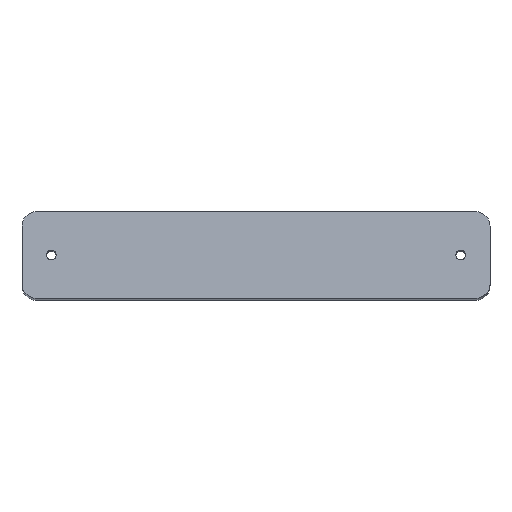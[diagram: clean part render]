
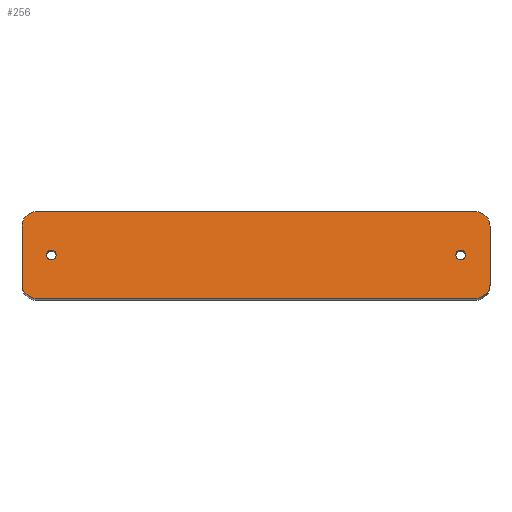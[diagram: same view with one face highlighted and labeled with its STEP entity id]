
A CAD part, top view. The second image highlights one B-rep face of the part: STEP entity #256.
In plain terms, the highlighted planar face has unit normal (0, 0.131, 0.991).
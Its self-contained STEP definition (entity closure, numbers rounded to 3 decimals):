
#17=FACE_BOUND('',#61,.T.);
#18=FACE_BOUND('',#62,.T.);
#24=PLANE('',#298);
#44=FACE_OUTER_BOUND('',#60,.T.);
#60=EDGE_LOOP('',(#231,#232,#233,#234,#235,#236,#237,#238));
#61=EDGE_LOOP('',(#239));
#62=EDGE_LOOP('',(#240));
#67=LINE('',#401,#87);
#72=LINE('',#415,#92);
#76=LINE('',#427,#96);
#80=LINE('',#439,#100);
#87=VECTOR('',#327,10.);
#92=VECTOR('',#340,10.);
#96=VECTOR('',#352,10.);
#100=VECTOR('',#364,10.);
#105=CIRCLE('',#275,1.666);
#108=CIRCLE('',#280,1.666);
#109=CIRCLE('',#283,4.9);
#111=CIRCLE('',#287,4.9);
#113=CIRCLE('',#291,4.9);
#115=CIRCLE('',#295,4.9);
#119=VERTEX_POINT('',#385);
#122=VERTEX_POINT('',#395);
#123=VERTEX_POINT('',#399);
#124=VERTEX_POINT('',#400);
#127=VERTEX_POINT('',#408);
#129=VERTEX_POINT('',#414);
#131=VERTEX_POINT('',#420);
#133=VERTEX_POINT('',#426);
#135=VERTEX_POINT('',#432);
#137=VERTEX_POINT('',#438);
#143=EDGE_CURVE('',#119,#119,#105,.T.);
#148=EDGE_CURVE('',#122,#122,#108,.T.);
#149=EDGE_CURVE('',#123,#124,#67,.T.);
#153=EDGE_CURVE('',#127,#123,#109,.T.);
#156=EDGE_CURVE('',#129,#127,#72,.T.);
#159=EDGE_CURVE('',#131,#129,#111,.T.);
#162=EDGE_CURVE('',#133,#131,#76,.T.);
#165=EDGE_CURVE('',#135,#133,#113,.T.);
#168=EDGE_CURVE('',#137,#135,#80,.T.);
#171=EDGE_CURVE('',#124,#137,#115,.T.);
#231=ORIENTED_EDGE('',*,*,#171,.F.);
#232=ORIENTED_EDGE('',*,*,#149,.F.);
#233=ORIENTED_EDGE('',*,*,#153,.F.);
#234=ORIENTED_EDGE('',*,*,#156,.F.);
#235=ORIENTED_EDGE('',*,*,#159,.F.);
#236=ORIENTED_EDGE('',*,*,#162,.F.);
#237=ORIENTED_EDGE('',*,*,#165,.F.);
#238=ORIENTED_EDGE('',*,*,#168,.F.);
#239=ORIENTED_EDGE('',*,*,#143,.T.);
#240=ORIENTED_EDGE('',*,*,#148,.T.);
#256=ADVANCED_FACE('',(#44,#17,#18),#24,.F.);
#275=AXIS2_PLACEMENT_3D('',#387,#311,#312);
#280=AXIS2_PLACEMENT_3D('',#397,#323,#324);
#283=AXIS2_PLACEMENT_3D('',#409,#333,#334);
#287=AXIS2_PLACEMENT_3D('',#421,#345,#346);
#291=AXIS2_PLACEMENT_3D('',#433,#357,#358);
#295=AXIS2_PLACEMENT_3D('',#444,#369,#370);
#298=AXIS2_PLACEMENT_3D('',#447,#375,#376);
#311=DIRECTION('center_axis',(0.,-0.131,-0.991));
#312=DIRECTION('ref_axis',(-1.,0.,0.));
#323=DIRECTION('center_axis',(0.,-0.131,-0.991));
#324=DIRECTION('ref_axis',(-1.,0.,0.));
#327=DIRECTION('',(-1.,0.,0.));
#333=DIRECTION('center_axis',(0.,-0.131,-0.991));
#334=DIRECTION('ref_axis',(1.,0.,0.));
#340=DIRECTION('',(0.,-0.991,0.131));
#345=DIRECTION('center_axis',(0.,-0.131,-0.991));
#346=DIRECTION('ref_axis',(0.,0.991,-0.131));
#352=DIRECTION('',(1.,0.,0.));
#357=DIRECTION('center_axis',(0.,-0.131,-0.991));
#358=DIRECTION('ref_axis',(-1.,0.,0.));
#364=DIRECTION('',(0.,0.991,-0.131));
#369=DIRECTION('center_axis',(0.,-0.131,-0.991));
#370=DIRECTION('ref_axis',(0.,-0.991,0.131));
#375=DIRECTION('center_axis',(0.,-0.131,-0.991));
#376=DIRECTION('ref_axis',(1.,0.,0.));
#385=CARTESIAN_POINT('',(71.538,13.941,-11.143));
#387=CARTESIAN_POINT('Origin',(69.872,13.941,-11.143));
#395=CARTESIAN_POINT('',(-68.262,13.941,-11.143));
#397=CARTESIAN_POINT('Origin',(-69.928,13.941,-11.143));
#399=CARTESIAN_POINT('',(74.972,-0.831,-9.198));
#400=CARTESIAN_POINT('',(-75.028,-0.831,-9.198));
#401=CARTESIAN_POINT('',(74.972,-0.831,-9.198));
#408=CARTESIAN_POINT('',(79.872,4.027,-9.837));
#409=CARTESIAN_POINT('Origin',(74.972,4.027,-9.837));
#414=CARTESIAN_POINT('',(79.872,23.856,-12.448));
#415=CARTESIAN_POINT('',(79.872,23.856,-12.448));
#420=CARTESIAN_POINT('',(74.972,28.714,-13.088));
#421=CARTESIAN_POINT('Origin',(74.972,23.856,-12.448));
#426=CARTESIAN_POINT('',(-75.028,28.714,-13.088));
#427=CARTESIAN_POINT('',(-75.028,28.714,-13.088));
#432=CARTESIAN_POINT('',(-79.928,23.856,-12.448));
#433=CARTESIAN_POINT('Origin',(-75.028,23.856,-12.448));
#438=CARTESIAN_POINT('',(-79.928,4.027,-9.837));
#439=CARTESIAN_POINT('',(-79.928,4.027,-9.837));
#444=CARTESIAN_POINT('Origin',(-75.028,4.027,-9.837));
#447=CARTESIAN_POINT('Origin',(-0.028,13.941,-11.143));
